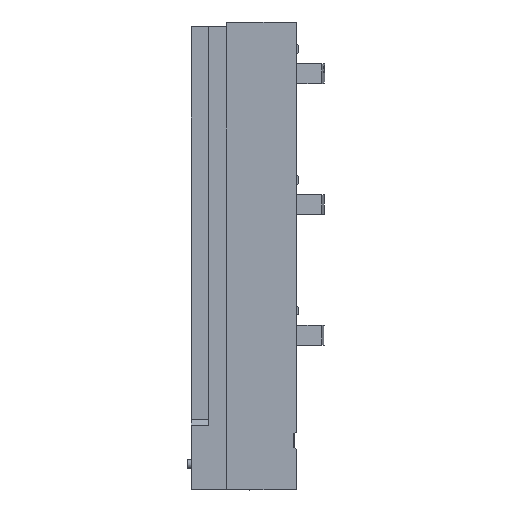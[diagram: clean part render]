
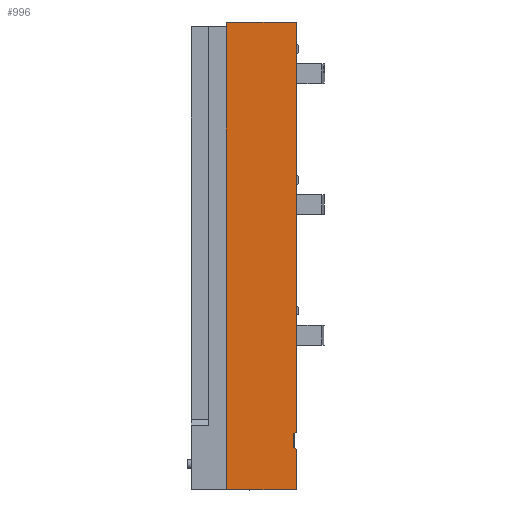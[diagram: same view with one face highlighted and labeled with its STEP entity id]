
A CAD part, left-side view. The second image highlights one B-rep face of the part: STEP entity #996.
In plain terms, the highlighted planar face has unit normal (-1, 0, 0).
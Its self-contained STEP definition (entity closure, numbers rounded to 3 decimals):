
#996=ADVANCED_FACE('802870_L03_Leistendeckel/ Oberteil D-SL10/3x',(#2179),
#1637,.F.);
#1637=PLANE('',#12627);
#2179=FACE_OUTER_BOUND('',#2763,.T.);
#2763=EDGE_LOOP('',(#4437,#4438,#4439,#4440,#4441,#4442,#4443,#4444,#4445,
#4446));
#4437=ORIENTED_EDGE('',*,*,#8534,.T.);
#4438=ORIENTED_EDGE('',*,*,#8473,.T.);
#4439=ORIENTED_EDGE('',*,*,#7903,.F.);
#4440=ORIENTED_EDGE('',*,*,#8535,.F.);
#4441=ORIENTED_EDGE('',*,*,#8487,.F.);
#4442=ORIENTED_EDGE('',*,*,#8478,.F.);
#4443=ORIENTED_EDGE('',*,*,#8492,.T.);
#4444=ORIENTED_EDGE('',*,*,#8494,.T.);
#4445=ORIENTED_EDGE('',*,*,#8496,.T.);
#4446=ORIENTED_EDGE('',*,*,#8498,.F.);
#6766=VERTEX_POINT('',#16367);
#6768=VERTEX_POINT('',#16370);
#7164=VERTEX_POINT('',#17728);
#7166=VERTEX_POINT('',#17735);
#7167=VERTEX_POINT('',#17737);
#7170=VERTEX_POINT('',#17744);
#7179=VERTEX_POINT('',#17765);
#7180=VERTEX_POINT('',#17769);
#7181=VERTEX_POINT('',#17773);
#7182=VERTEX_POINT('',#17777);
#7903=EDGE_CURVE('',#6766,#6768,#9616,.T.);
#8473=EDGE_CURVE('',#7164,#6768,#10091,.T.);
#8478=EDGE_CURVE('',#7166,#7167,#10096,.T.);
#8487=EDGE_CURVE('',#7167,#7170,#10105,.T.);
#8492=EDGE_CURVE('',#7166,#7179,#10110,.T.);
#8494=EDGE_CURVE('',#7179,#7180,#10112,.T.);
#8496=EDGE_CURVE('',#7180,#7181,#10114,.T.);
#8498=EDGE_CURVE('',#7182,#7181,#10116,.T.);
#8534=EDGE_CURVE('',#7182,#7164,#10150,.T.);
#8535=EDGE_CURVE('',#7170,#6766,#10151,.T.);
#9616=LINE('',#16369,#10985);
#10091=LINE('',#17727,#11460);
#10096=LINE('',#17736,#11465);
#10105=LINE('',#17754,#11474);
#10110=LINE('',#17764,#11479);
#10112=LINE('',#17768,#11481);
#10114=LINE('',#17772,#11483);
#10116=LINE('',#17776,#11485);
#10150=LINE('',#17842,#11519);
#10151=LINE('',#17844,#11520);
#10985=VECTOR('',#13243,1.);
#11460=VECTOR('',#14184,1.);
#11465=VECTOR('',#14191,1.);
#11474=VECTOR('',#14202,1.);
#11479=VECTOR('',#14209,1.);
#11481=VECTOR('',#14213,1.);
#11483=VECTOR('',#14217,1.);
#11485=VECTOR('',#14221,1.);
#11519=VECTOR('',#14285,1.);
#11520=VECTOR('',#14288,1.);
#12627=AXIS2_PLACEMENT_3D('',#17845,#14289,#14290);
#13243=DIRECTION('',(0.,0.,1.));
#14184=DIRECTION('',(0.,1.,0.));
#14191=DIRECTION('',(0.,1.,0.));
#14202=DIRECTION('',(0.,0.,1.));
#14209=DIRECTION('',(0.,0.,1.));
#14213=DIRECTION('',(0.,0.811,0.585));
#14217=DIRECTION('',(0.,0.,1.));
#14221=DIRECTION('',(0.,0.891,-0.455));
#14285=DIRECTION('',(0.,0.,1.));
#14288=DIRECTION('',(0.,0.,1.));
#14289=DIRECTION('',(1.,0.,0.));
#14290=DIRECTION('',(0.,-1.,0.));
#16367=CARTESIAN_POINT('',(-49.5,-54.,277.064));
#16369=CARTESIAN_POINT('',(-49.5,-54.,-49.674));
#16370=CARTESIAN_POINT('',(-49.5,-54.,284.));
#17727=CARTESIAN_POINT('',(-49.5,-103.648,284.));
#17728=CARTESIAN_POINT('',(-49.5,-152.905,284.));
#17735=CARTESIAN_POINT('',(-49.5,-152.905,-377.));
#17736=CARTESIAN_POINT('',(-49.5,-101.953,-377.));
#17737=CARTESIAN_POINT('',(-49.5,-54.,-377.));
#17744=CARTESIAN_POINT('',(-49.5,-54.,-376.564));
#17754=CARTESIAN_POINT('',(-49.5,-54.,-49.674));
#17764=CARTESIAN_POINT('',(-49.5,-152.905,0.));
#17765=CARTESIAN_POINT('',(-49.5,-152.905,-320.578));
#17768=CARTESIAN_POINT('',(-49.5,-151.155,-319.316));
#17769=CARTESIAN_POINT('',(-49.5,-149.405,-318.054));
#17772=CARTESIAN_POINT('',(-49.5,-149.405,-307.881));
#17773=CARTESIAN_POINT('',(-49.5,-149.405,-297.708));
#17776=CARTESIAN_POINT('',(-49.5,-151.155,-296.815));
#17777=CARTESIAN_POINT('',(-49.5,-152.905,-295.922));
#17842=CARTESIAN_POINT('',(-49.5,-152.905,-9.189));
#17844=CARTESIAN_POINT('',(-49.5,-54.,-49.674));
#17845=CARTESIAN_POINT('',(-49.5,-3.912,0.));
